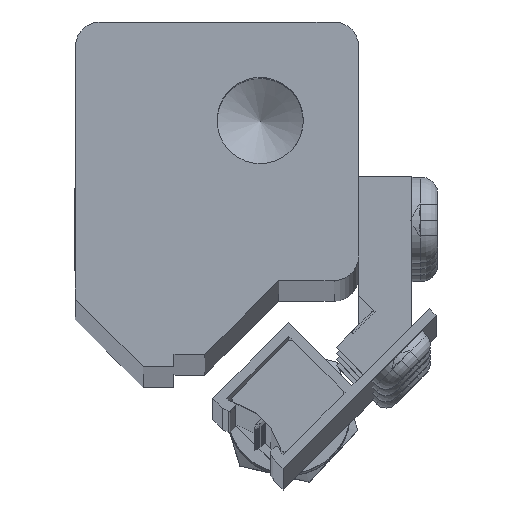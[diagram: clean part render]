
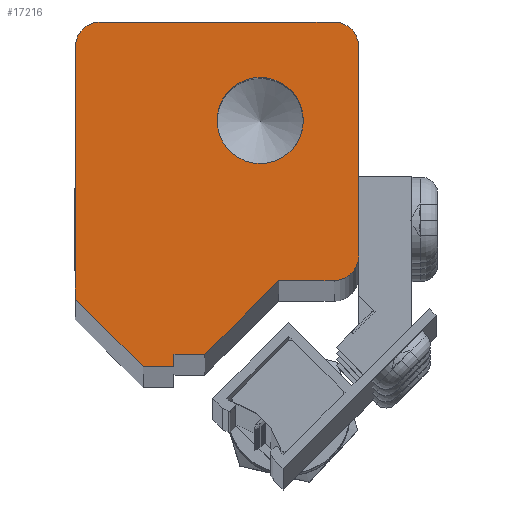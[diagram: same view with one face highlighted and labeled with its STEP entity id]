
A CAD part, top view. The second image highlights one B-rep face of the part: STEP entity #17216.
In plain terms, the highlighted planar face has unit normal (0, 0, 1).
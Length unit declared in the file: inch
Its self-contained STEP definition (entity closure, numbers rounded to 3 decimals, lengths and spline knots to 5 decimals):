
#1170=FACE_BOUND('',#3247,.T.);
#1972=FACE_OUTER_BOUND('',#3246,.T.);
#3246=EDGE_LOOP('',(#13709,#13710,#13711,#13712,#13713,#13714,#13715,#13716,
#13717,#13718,#13719,#13720));
#3247=EDGE_LOOP('',(#13721));
#4227=LINE('',#27694,#5360);
#4262=LINE('',#27949,#5395);
#4265=LINE('',#27955,#5398);
#4268=LINE('',#27960,#5401);
#4287=LINE('',#28037,#5420);
#4341=LINE('',#28347,#5474);
#4345=LINE('',#28354,#5478);
#4347=LINE('',#28358,#5480);
#4351=LINE('',#28372,#5484);
#5360=VECTOR('',#22381,0.3937);
#5395=VECTOR('',#22694,0.3937);
#5398=VECTOR('',#22699,0.3937);
#5401=VECTOR('',#22704,0.3937);
#5420=VECTOR('',#22785,0.3937);
#5474=VECTOR('',#23145,0.3937);
#5478=VECTOR('',#23151,0.3937);
#5480=VECTOR('',#23155,0.3937);
#5484=VECTOR('',#23173,0.3937);
#6256=CIRCLE('',#18784,0.125);
#6263=CIRCLE('',#18800,0.21875);
#6372=CIRCLE('',#18976,0.125);
#6374=CIRCLE('',#18979,0.125);
#7434=VERTEX_POINT('',#27691);
#7435=VERTEX_POINT('',#27693);
#7512=VERTEX_POINT('',#27939);
#7513=VERTEX_POINT('',#27940);
#7516=VERTEX_POINT('',#27948);
#7518=VERTEX_POINT('',#27954);
#7528=VERTEX_POINT('',#27986);
#7545=VERTEX_POINT('',#28034);
#7546=VERTEX_POINT('',#28036);
#7648=VERTEX_POINT('',#28345);
#7649=VERTEX_POINT('',#28346);
#7652=VERTEX_POINT('',#28357);
#7654=VERTEX_POINT('',#28366);
#9429=EDGE_CURVE('',#7434,#7435,#4227,.T.);
#9537=EDGE_CURVE('',#7512,#7513,#6256,.T.);
#9541=EDGE_CURVE('',#7435,#7516,#4262,.T.);
#9544=EDGE_CURVE('',#7516,#7518,#4265,.T.);
#9547=EDGE_CURVE('',#7518,#7512,#4268,.T.);
#9560=EDGE_CURVE('',#7528,#7528,#6263,.T.);
#9585=EDGE_CURVE('',#7545,#7546,#4287,.T.);
#9740=EDGE_CURVE('',#7648,#7649,#4341,.T.);
#9744=EDGE_CURVE('',#7649,#7434,#4345,.T.);
#9746=EDGE_CURVE('',#7513,#7652,#4347,.T.);
#9749=EDGE_CURVE('',#7652,#7545,#6372,.T.);
#9751=EDGE_CURVE('',#7546,#7654,#6374,.T.);
#9754=EDGE_CURVE('',#7654,#7648,#4351,.T.);
#13709=ORIENTED_EDGE('',*,*,#9740,.F.);
#13710=ORIENTED_EDGE('',*,*,#9754,.F.);
#13711=ORIENTED_EDGE('',*,*,#9751,.F.);
#13712=ORIENTED_EDGE('',*,*,#9585,.F.);
#13713=ORIENTED_EDGE('',*,*,#9749,.F.);
#13714=ORIENTED_EDGE('',*,*,#9746,.F.);
#13715=ORIENTED_EDGE('',*,*,#9537,.F.);
#13716=ORIENTED_EDGE('',*,*,#9547,.F.);
#13717=ORIENTED_EDGE('',*,*,#9544,.F.);
#13718=ORIENTED_EDGE('',*,*,#9541,.F.);
#13719=ORIENTED_EDGE('',*,*,#9429,.F.);
#13720=ORIENTED_EDGE('',*,*,#9744,.F.);
#13721=ORIENTED_EDGE('',*,*,#9560,.T.);
#15268=PLANE('',#18983);
#17216=ADVANCED_FACE('',(#1972,#1170),#15268,.T.);
#18784=AXIS2_PLACEMENT_3D('',#27941,#22686,#22687);
#18800=AXIS2_PLACEMENT_3D('',#27988,#22734,#22735);
#18976=AXIS2_PLACEMENT_3D('',#28363,#23160,#23161);
#18979=AXIS2_PLACEMENT_3D('',#28367,#23166,#23167);
#18983=AXIS2_PLACEMENT_3D('',#28375,#23177,#23178);
#22381=DIRECTION('',(0.,-1.,0.));
#22686=DIRECTION('center_axis',(0.,0.,
-1.));
#22687=DIRECTION('ref_axis',(0.,-1.,0.));
#22694=DIRECTION('',(-1.,0.,0.));
#22699=DIRECTION('',(-0.707,0.707,0.));
#22704=DIRECTION('',(0.,1.,0.));
#22734=DIRECTION('center_axis',(0.,0.,
-1.));
#22735=DIRECTION('ref_axis',(1.,0.,0.));
#22785=DIRECTION('',(0.,-1.,0.));
#23145=DIRECTION('',(-0.707,-0.707,0.));
#23151=DIRECTION('',(-1.,0.,0.));
#23155=DIRECTION('',(1.,0.,0.));
#23160=DIRECTION('center_axis',(0.,0.,
-1.));
#23161=DIRECTION('ref_axis',(1.,0.,0.));
#23166=DIRECTION('center_axis',(0.,0.,
-1.));
#23167=DIRECTION('ref_axis',(0.,-1.,0.));
#23173=DIRECTION('',(-1.,0.,0.));
#23177=DIRECTION('center_axis',(0.,0.,
1.));
#23178=DIRECTION('ref_axis',(1.,0.,0.));
#27691=CARTESIAN_POINT('',(1.20135,1.38878,25.12058));
#27693=CARTESIAN_POINT('',(1.20135,1.32628,25.12058));
#27694=CARTESIAN_POINT('',(1.20135,3.07628,25.12058));
#27939=CARTESIAN_POINT('',(0.70135,2.95128,25.12058));
#27940=CARTESIAN_POINT('',(0.82635,3.07628,25.12058));
#27941=CARTESIAN_POINT('Origin',(0.82635,2.95128,25.12058));
#27948=CARTESIAN_POINT('',(1.04535,1.32628,25.12058));
#27949=CARTESIAN_POINT('',(1.20135,1.32628,25.12058));
#27954=CARTESIAN_POINT('',(0.70135,1.67028,25.12058));
#27955=CARTESIAN_POINT('',(1.04535,1.32628,25.12058));
#27960=CARTESIAN_POINT('',(0.70135,1.67028,25.12058));
#27986=CARTESIAN_POINT('',(1.4201,2.57628,25.12058));
#27988=CARTESIAN_POINT('Origin',(1.63885,2.57628,25.12058));
#28034=CARTESIAN_POINT('',(2.13885,2.95128,25.12058));
#28036=CARTESIAN_POINT('',(2.13885,1.88878,25.12058));
#28037=CARTESIAN_POINT('',(2.13885,1.88878,25.12058));
#28345=CARTESIAN_POINT('',(1.7326,1.76378,25.12058));
#28346=CARTESIAN_POINT('',(1.3576,1.38878,25.12058));
#28347=CARTESIAN_POINT('',(1.3576,1.38878,25.12058));
#28354=CARTESIAN_POINT('',(1.20135,1.38878,25.12058));
#28357=CARTESIAN_POINT('',(2.01385,3.07628,25.12058));
#28358=CARTESIAN_POINT('',(0.82635,3.07628,25.12058));
#28363=CARTESIAN_POINT('Origin',(2.01385,2.95128,25.12058));
#28366=CARTESIAN_POINT('',(2.01385,1.76378,25.12058));
#28367=CARTESIAN_POINT('Origin',(2.01385,1.88878,25.12058));
#28372=CARTESIAN_POINT('',(1.7326,1.76378,25.12058));
#28375=CARTESIAN_POINT('Origin',(1.61965,2.30295,25.12058));
